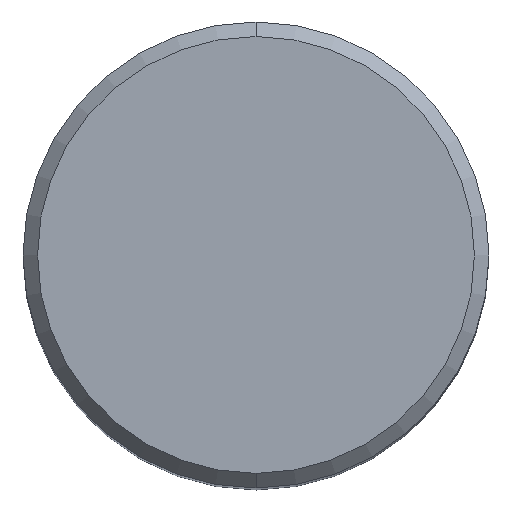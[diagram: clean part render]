
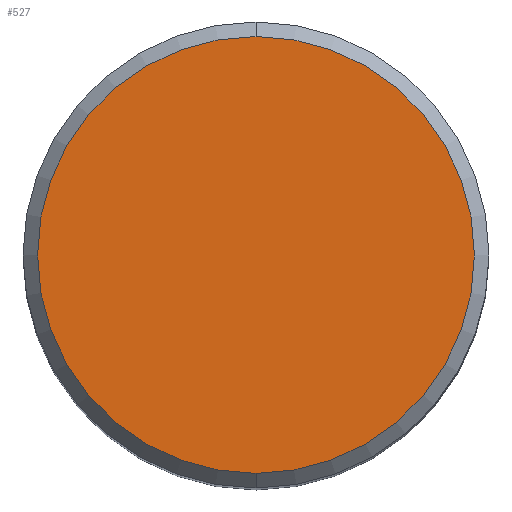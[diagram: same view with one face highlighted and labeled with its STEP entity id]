
A CAD part, top view. The second image highlights one B-rep face of the part: STEP entity #527.
In plain terms, the highlighted planar face has unit normal (0, 0, 1).
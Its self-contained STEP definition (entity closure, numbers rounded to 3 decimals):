
#363=EDGE_CURVE('',#845,#851,#1016,.T.);
#527=ADVANCED_FACE('',(#1194),#1195,.T.);
#653=EDGE_CURVE('',#851,#845,#1333,.T.);
#845=VERTEX_POINT('',#1541);
#851=VERTEX_POINT('',#1547);
#1016=CIRCLE('',#1745,15.0);
#1194=FACE_OUTER_BOUND('',#2203,.T.);
#1195=PLANE('',#2204);
#1333=CIRCLE('',#2532,15.0);
#1541=CARTESIAN_POINT('',(0.,-15.0,0.0));
#1547=CARTESIAN_POINT('',(0.0,15.0,0.0));
#1745=AXIS2_PLACEMENT_3D('',#3435,#3436,#3437);
#2203=EDGE_LOOP('',(#3635,#3636));
#2204=AXIS2_PLACEMENT_3D('',#3637,#3638,#3639);
#2532=AXIS2_PLACEMENT_3D('',#3788,#3789,#3790);
#3435=CARTESIAN_POINT('',(0.0,0.0,0.0));
#3436=DIRECTION('',(0.0,0.0,-1.0));
#3437=DIRECTION('',(0.0,1.0,0.0));
#3635=ORIENTED_EDGE('',*,*,#653,.F.);
#3636=ORIENTED_EDGE('',*,*,#363,.F.);
#3637=CARTESIAN_POINT('',(0.0,7.5,0.0));
#3638=DIRECTION('',(-0.0,0.0,1.0));
#3639=DIRECTION('',(0.0,-1.0,0.0));
#3788=CARTESIAN_POINT('',(0.0,0.0,0.0));
#3789=DIRECTION('',(0.0,0.0,-1.0));
#3790=DIRECTION('',(0.0,1.0,0.0));
